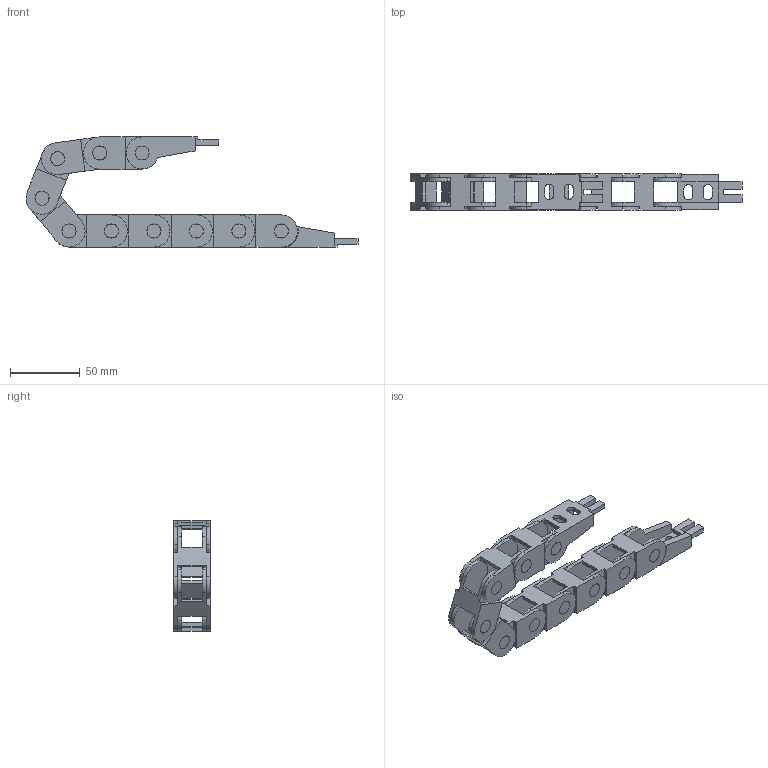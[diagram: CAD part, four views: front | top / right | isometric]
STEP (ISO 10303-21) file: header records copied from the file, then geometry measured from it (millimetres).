
FILE_DESCRIPTION(('no description'),'unknown implementation level');
FILE_NAME('10_015_028_0_274_5_2.stp',' ',('igus® GmbH'),('CADClick - KiM GmbH - www.kimweb.de'),'unknown preprocess','ACIS','unknown authorization');
FILE_SCHEMA(('automotive_design'));
Length unit declared in the file: millimetre
Products named in the file (14): 1; 2; 3; 4; 5; 6; 7; 8; 9; 10; 11; 12; 13; 14
Bounding box: 238.38 x 26 x 79 mm (x, y, z)
Volume: 113952.7 mm3; surface area: 88717.1 mm2
Topology: 14 solids, 14 shells, 572 faces, 1618 edges, 1076 vertices
Faces by surface type: plane 300, cylinder 272
Entity records: 37207 total; most frequent: DIRECTION 3334, STYLED_ITEM 3280, PRESENTATION_STYLE_ASSIGNMENT 3280, CARTESIAN_POINT 3280, COLOUR_RGB 3280, ORIENTED_EDGE 3244, EDGE_CURVE 1618, CURVE_STYLE 1618
